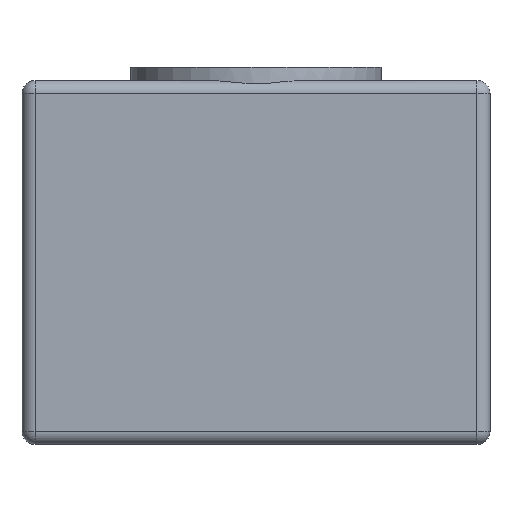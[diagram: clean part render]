
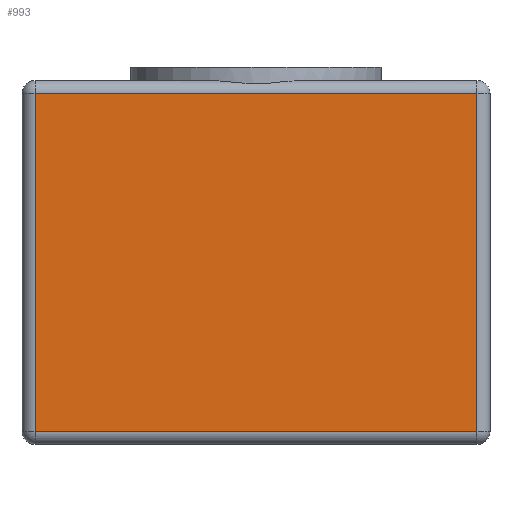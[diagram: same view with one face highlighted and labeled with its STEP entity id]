
A CAD part, front view. The second image highlights one B-rep face of the part: STEP entity #993.
In plain terms, the highlighted planar face has unit normal (0, -1, 0).
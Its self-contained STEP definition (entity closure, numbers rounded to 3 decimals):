
#142=FACE_OUTER_BOUND('',#211,.T.);
#211=EDGE_LOOP('',(#810,#811,#812,#813));
#263=LINE('',#1547,#355);
#269=LINE('',#1576,#361);
#272=LINE('',#1580,#364);
#276=LINE('',#1587,#368);
#355=VECTOR('',#1238,10.);
#361=VECTOR('',#1274,10.);
#364=VECTOR('',#1279,10.);
#368=VECTOR('',#1289,10.);
#459=VERTEX_POINT('',#1536);
#460=VERTEX_POINT('',#1540);
#466=VERTEX_POINT('',#1563);
#470=VERTEX_POINT('',#1572);
#561=EDGE_CURVE('',#460,#459,#263,.T.);
#576=EDGE_CURVE('',#466,#470,#269,.T.);
#579=EDGE_CURVE('',#470,#460,#272,.T.);
#583=EDGE_CURVE('',#459,#466,#276,.T.);
#810=ORIENTED_EDGE('',*,*,#576,.F.);
#811=ORIENTED_EDGE('',*,*,#583,.F.);
#812=ORIENTED_EDGE('',*,*,#561,.F.);
#813=ORIENTED_EDGE('',*,*,#579,.F.);
#939=PLANE('',#1095);
#993=ADVANCED_FACE('',(#142),#939,.T.);
#1095=AXIS2_PLACEMENT_3D('',#1635,#1331,#1332);
#1238=DIRECTION('',(0.,0.,1.));
#1274=DIRECTION('',(0.,0.,-1.));
#1279=DIRECTION('',(-1.,0.,0.));
#1289=DIRECTION('',(1.,0.,0.));
#1331=DIRECTION('center_axis',(0.,-1.,0.));
#1332=DIRECTION('ref_axis',(1.,0.,0.));
#1536=CARTESIAN_POINT('',(-8.5,-9.,0.5));
#1540=CARTESIAN_POINT('',(-8.5,-9.,-12.5));
#1547=CARTESIAN_POINT('',(-8.5,-9.,0.));
#1563=CARTESIAN_POINT('',(8.5,-9.,0.5));
#1572=CARTESIAN_POINT('',(8.5,-9.,-12.5));
#1576=CARTESIAN_POINT('',(8.5,-9.,0.));
#1580=CARTESIAN_POINT('',(-4.5,-9.,-12.5));
#1587=CARTESIAN_POINT('',(-4.5,-9.,0.5));
#1635=CARTESIAN_POINT('Origin',(-9.,-9.,0.));
